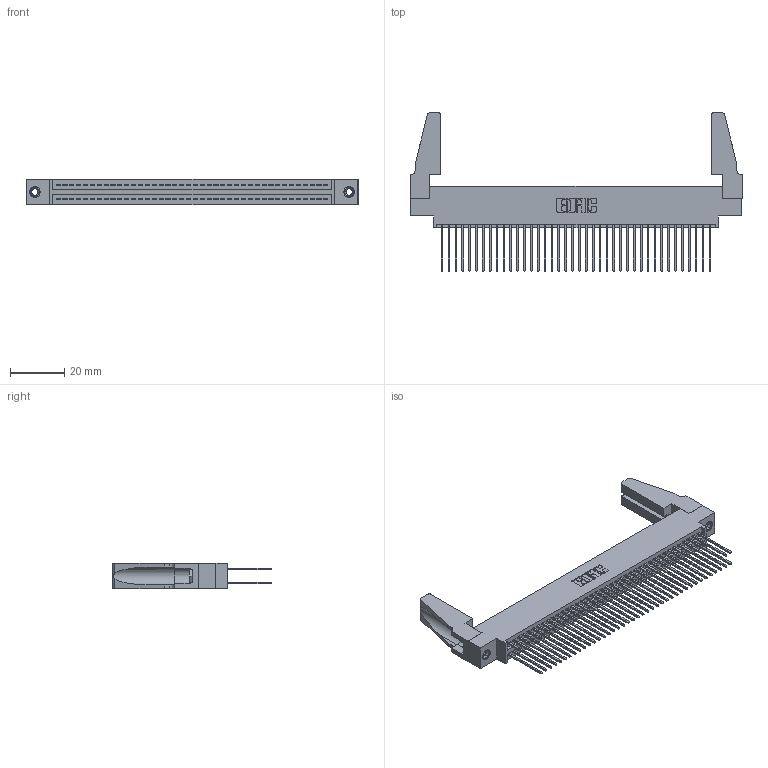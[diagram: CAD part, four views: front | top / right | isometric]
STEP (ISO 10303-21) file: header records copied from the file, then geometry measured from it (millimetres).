
FILE_DESCRIPTION (( 'STEP AP203' ), '1' );
FILE_NAME ('345-080-542-888.STEP', '2019-10-31T19:43:22', ( '' ), ( '' ), 'SwSTEP 2.0', 'SolidWorks 2016', '' );
FILE_SCHEMA (( 'CONFIG_CONTROL_DESIGN' ));
Length unit declared in the file: inch
Products named in the file (5): 345 Part_0.170 Offset - 0.156 Dia-TH; 345-220-078_345-220-088; 345-292-001_345-293-142; 345-080-542-888; 345-250-001_345-250-001-102
Assembly tree (85 placements, depth 2):
  345-080-542-888
    345 Part_0.170 Offset - 0.156 Dia-TH
    345-292-001_345-293-142  x80
    345-250-001_345-250-001-102  x2
    345-220-078_345-220-088  x2
Bounding box: 122.83 x 58.47 x 9.4 mm (x, y, z)
Volume: 15425.7 mm3; surface area: 22963.7 mm2
Topology: 85 solids, 85 shells, 4254 faces, 12587 edges, 8274 vertices
Faces by surface type: plane 2796, cylinder 1442, cone 12, torus 4
Entity records: 33952 total; most frequent: CARTESIAN_POINT 5690, ORIENTED_EDGE 5584, DIRECTION 5024, EDGE_CURVE 2792, VECTOR 2458, LINE 2458, VERTEX_POINT 1854, AXIS2_PLACEMENT_3D 1283
